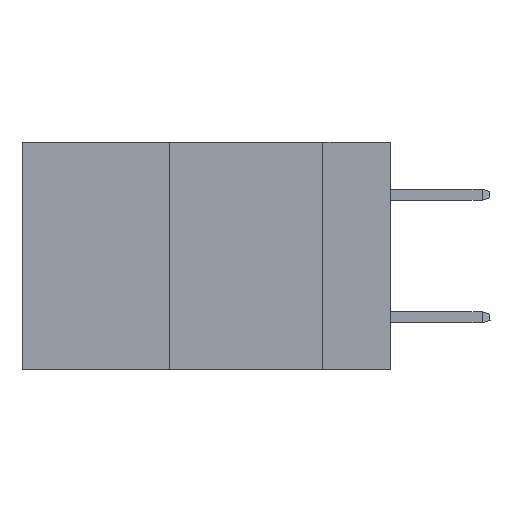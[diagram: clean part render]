
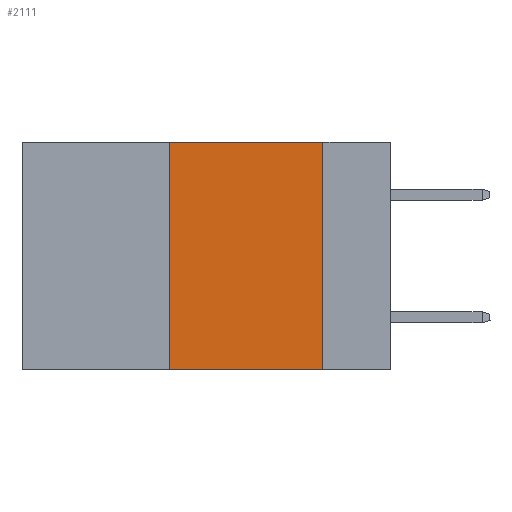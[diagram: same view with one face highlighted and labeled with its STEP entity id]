
A CAD part, left-side view. The second image highlights one B-rep face of the part: STEP entity #2111.
In plain terms, the highlighted planar face has unit normal (-1, 0, 0).
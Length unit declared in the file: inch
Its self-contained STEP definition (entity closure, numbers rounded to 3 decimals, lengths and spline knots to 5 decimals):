
#79 = VECTOR ( 'NONE', #10750, 39.37008 ) ;
#445 = LINE ( 'NONE', #17094, #79 ) ;
#460 = VECTOR ( 'NONE', #13112, 39.37008 ) ;
#806 = CARTESIAN_POINT ( 'NONE',  ( 0., 0.6, 0. ) ) ;
#1351 = ORIENTED_EDGE ( 'NONE', *, *, #6311, .F. ) ;
#2111 = ADVANCED_FACE ( 'NONE', ( #17256 ), #17746, .F. ) ;
#3230 = CARTESIAN_POINT ( 'NONE',  ( 0., 0.11, 0. ) ) ;
#4895 = DIRECTION ( 'NONE',  ( 0., -1., 0. ) ) ;
#5322 = VECTOR ( 'NONE', #15575, 39.37008 ) ;
#6277 = CARTESIAN_POINT ( 'NONE',  ( 0., 0.11, 0. ) ) ;
#6311 = EDGE_CURVE ( 'NONE', #13932, #13958, #13306, .T. ) ;
#7557 = EDGE_CURVE ( 'NONE', #8955, #16336, #17076, .T. ) ;
#7819 = CARTESIAN_POINT ( 'NONE',  ( 0., 0.6, -0.37 ) ) ;
#8743 = VECTOR ( 'NONE', #4895, 39.37008 ) ;
#8955 = VERTEX_POINT ( 'NONE', #6277 ) ;
#9770 = AXIS2_PLACEMENT_3D ( 'NONE', #806, #9971, #19369 ) ;
#9971 = DIRECTION ( 'NONE',  ( 1., 0., 0. ) ) ;
#10266 = CARTESIAN_POINT ( 'NONE',  ( 0., 0.36, 0. ) ) ;
#10750 = DIRECTION ( 'NONE',  ( 0., -1., 0. ) ) ;
#11372 = ORIENTED_EDGE ( 'NONE', *, *, #11930, .F. ) ;
#11431 = EDGE_CURVE ( 'NONE', #13932, #16336, #18846, .T. ) ;
#11696 = ORIENTED_EDGE ( 'NONE', *, *, #11431, .T. ) ;
#11930 = EDGE_CURVE ( 'NONE', #13958, #8955, #445, .T. ) ;
#11972 = ORIENTED_EDGE ( 'NONE', *, *, #7557, .F. ) ;
#12416 = EDGE_LOOP ( 'NONE', ( #11972, #11372, #1351, #11696 ) ) ;
#12611 = CARTESIAN_POINT ( 'NONE',  ( 0., 0.36, 0. ) ) ;
#13112 = DIRECTION ( 'NONE',  ( 0., 0., 1. ) ) ;
#13306 = LINE ( 'NONE', #10266, #460 ) ;
#13932 = VERTEX_POINT ( 'NONE', #19490 ) ;
#13958 = VERTEX_POINT ( 'NONE', #12611 ) ;
#15182 = CARTESIAN_POINT ( 'NONE',  ( 0., 0.11, -0.37 ) ) ;
#15575 = DIRECTION ( 'NONE',  ( 0., 0., -1. ) ) ;
#16336 = VERTEX_POINT ( 'NONE', #15182 ) ;
#17076 = LINE ( 'NONE', #3230, #5322 ) ;
#17094 = CARTESIAN_POINT ( 'NONE',  ( 0., 0.6, 0. ) ) ;
#17256 = FACE_OUTER_BOUND ( 'NONE', #12416, .T. ) ;
#17746 = PLANE ( 'NONE',  #9770 ) ;
#18846 = LINE ( 'NONE', #7819, #8743 ) ;
#19369 = DIRECTION ( 'NONE',  ( 0., 0., -1. ) ) ;
#19490 = CARTESIAN_POINT ( 'NONE',  ( 0., 0.36, -0.37 ) ) ;
